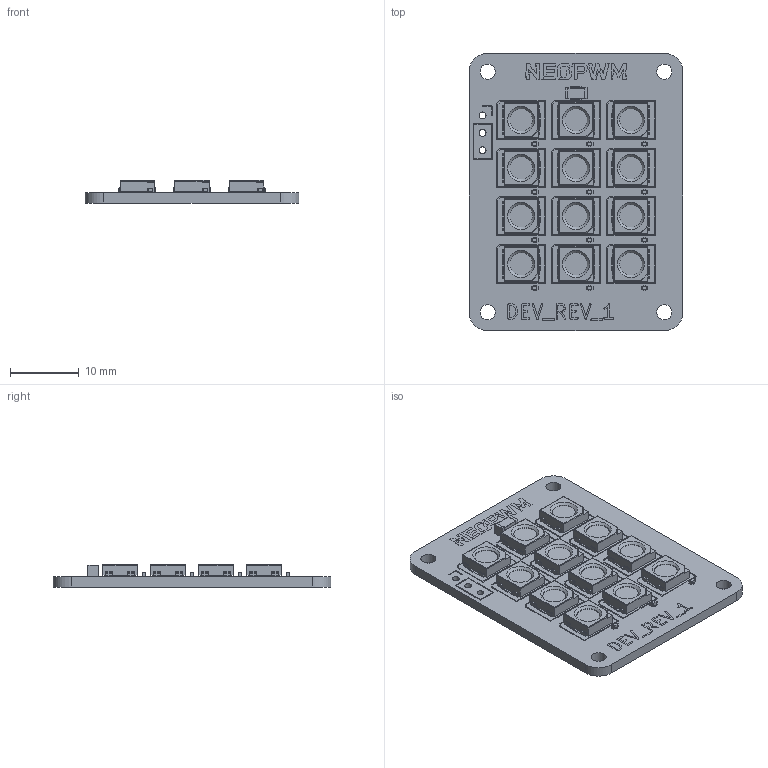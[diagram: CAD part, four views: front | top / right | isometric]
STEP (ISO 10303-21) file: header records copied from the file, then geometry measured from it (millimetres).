
FILE_DESCRIPTION(('KiCad electronic assembly'),'2;1');
FILE_NAME('NeoPWM_daughter.step','2025-06-05T15:35:29',('Pcbnew'),( 'Kicad'),'Open CASCADE STEP processor 7.8','KiCad to STEP converter' ,'Unknown');
FILE_SCHEMA(('AUTOMOTIVE_DESIGN { 1 0 10303 214 1 1 1 1 }'));
Length unit declared in the file: millimetre
Products named in the file (6): NeoPWM_daughter 1; LED_SK6812_PLCC4_5.0x5.0mm_P3.2mm; C_0402_1005Metric; C_1206_3216Metric; NeoPWM_silkscreen; NeoPWM_PCB
Assembly tree (27 placements, depth 2):
  NeoPWM_daughter 1
    LED_SK6812_PLCC4_5.0x5.0mm_P3.2mm  x12
    C_0402_1005Metric  x12
    C_1206_3216Metric
    NeoPWM_silkscreen
    NeoPWM_PCB
Bounding box: 31.2 x 40.5 x 3.37 mm (x, y, z)
Volume: 2318.9 mm3; surface area: 3966.4 mm2
Topology: 26 solids, 135 shells, 1306 faces, 4707 edges, 3552 vertices
Faces by surface type: plane 863, cylinder 431, cone 12
Full cylindrical faces by diameter (mm): 1 x3, 2.2 x4, 3.333 x12
Entity records: 18411 total; most frequent: CARTESIAN_POINT 3554, DIRECTION 2654, ORIENTED_EDGE 2094, EDGE_CURVE 1704, VERTEX_POINT 1572, LINE 1310, VECTOR 1310, AXIS2_PLACEMENT_3D 672
